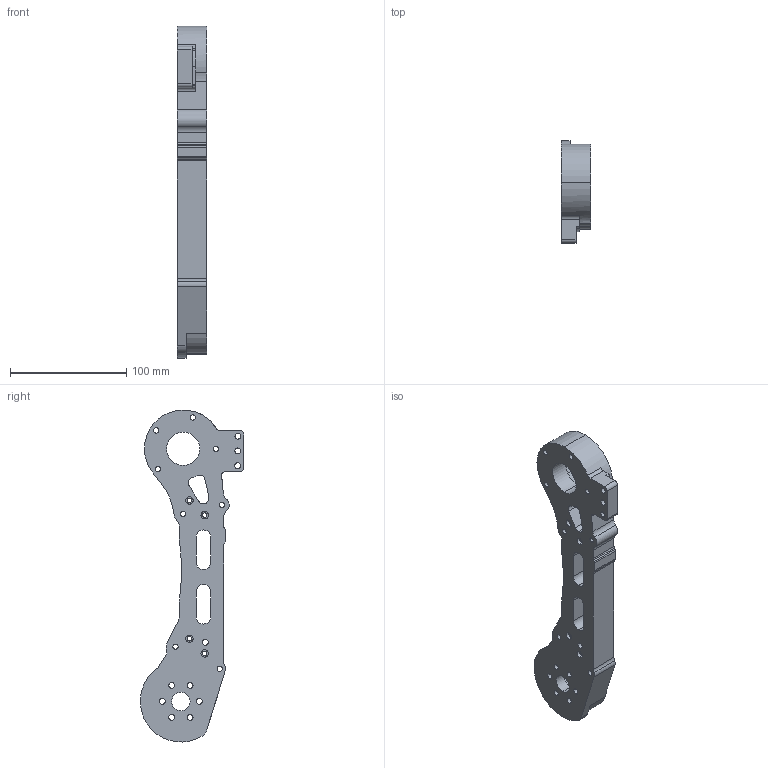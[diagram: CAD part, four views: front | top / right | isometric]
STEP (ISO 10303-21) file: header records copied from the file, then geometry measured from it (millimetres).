
FILE_DESCRIPTION (( 'STEP AP214' ), '1' );
FILE_NAME ('2.0 arm body.STEP', '2024-04-12T02:29:52', ( '' ), ( '' ), 'SwSTEP 2.0', 'SolidWorks 2023', '' );
FILE_SCHEMA (( 'AUTOMOTIVE_DESIGN' ));
Length unit declared in the file: inch
Products named in the file (1): 2.0 arm body
Bounding box: 25.4 x 88.72 x 285.61 mm (x, y, z)
Volume: 219727 mm3; surface area: 60015.1 mm2
Topology: 1 solids, 1 shells, 162 faces, 465 edges, 310 vertices
Faces by surface type: cylinder 121, plane 41
Entity records: 5567 total; most frequent: DIRECTION 1034, CARTESIAN_POINT 938, ORIENTED_EDGE 930, EDGE_CURVE 465, AXIS2_PLACEMENT_3D 406, VERTEX_POINT 310, CIRCLE 243, LINE 222
